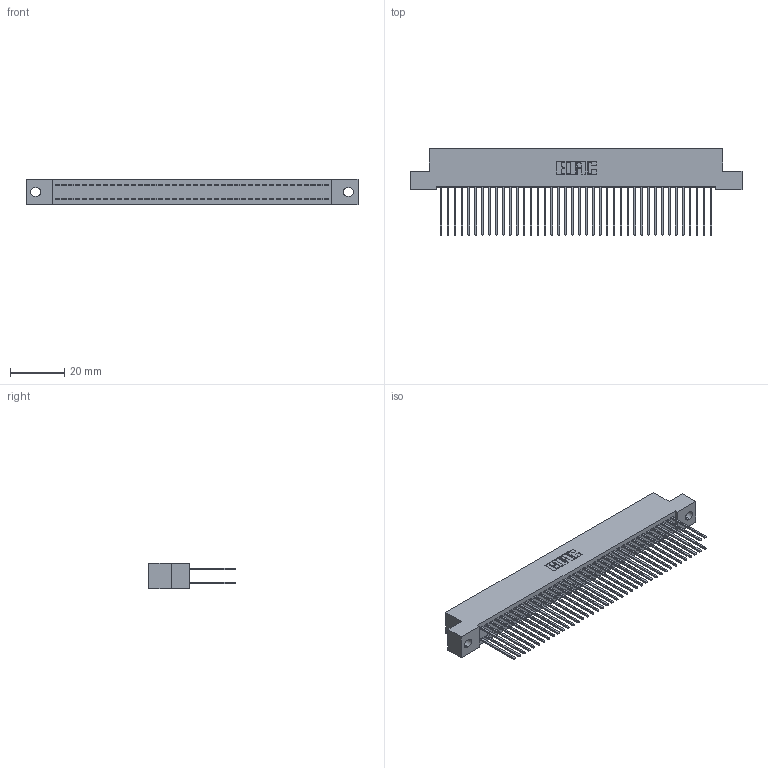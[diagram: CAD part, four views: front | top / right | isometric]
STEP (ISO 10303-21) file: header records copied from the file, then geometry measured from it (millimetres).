
FILE_DESCRIPTION (( 'STEP AP203' ), '1' );
FILE_NAME ('342-080-542-202.STEP', '2018-08-13T15:04:28', ( '' ), ( '' ), 'SwSTEP 2.0', 'SolidWorks 2016', '' );
FILE_SCHEMA (( 'CONFIG_CONTROL_DESIGN' ));
Length unit declared in the file: inch
Products named in the file (3): 342-080-542-202; 342 Part_.128 Slot; 345-292-001_345-293-142
Assembly tree (81 placements, depth 2):
  342-080-542-202
    342 Part_.128 Slot
    345-292-001_345-293-142  x80
Bounding box: 121.92 x 31.63 x 9.4 mm (x, y, z)
Volume: 11265.8 mm3; surface area: 19721.7 mm2
Topology: 81 solids, 81 shells, 4274 faces, 12711 edges, 8366 vertices
Faces by surface type: plane 2950, cylinder 1324
Entity records: 26013 total; most frequent: CARTESIAN_POINT 4314, ORIENTED_EDGE 4250, DIRECTION 3689, EDGE_CURVE 2125, LINE 1997, VECTOR 1997, VERTEX_POINT 1414, AXIS2_PLACEMENT_3D 846
